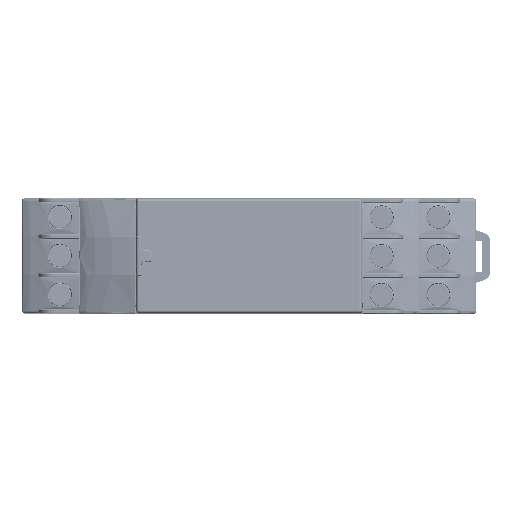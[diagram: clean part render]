
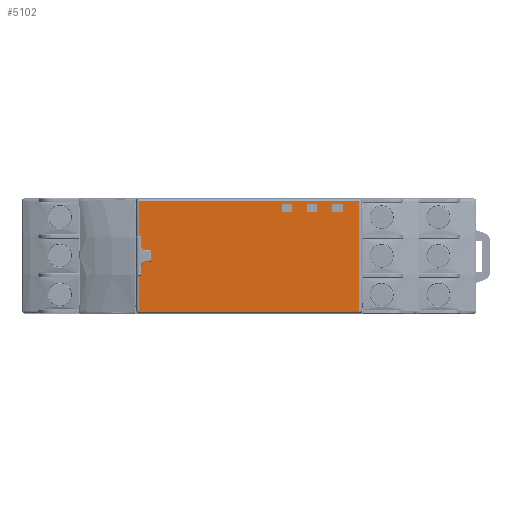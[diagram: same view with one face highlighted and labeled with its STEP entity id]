
A CAD part, left-side view. The second image highlights one B-rep face of the part: STEP entity #5102.
In plain terms, the highlighted planar face has unit normal (-1, 0, 0).
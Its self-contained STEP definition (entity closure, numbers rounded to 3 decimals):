
#5102=ADVANCED_FACE('',(#15140,#15141,#15142,#15143),#15144,.T.);
#15140=FACE_OUTER_BOUND('',#30414,.T.);
#15141=FACE_BOUND('',#30415,.T.);
#15142=FACE_BOUND('',#30416,.T.);
#15143=FACE_BOUND('',#30417,.T.);
#15144=PLANE('',#30418);
#30414=EDGE_LOOP('',(#71714,#71715,#71716,#71717,#71718,#71719,#71720,#71721,#71722,#71723,#71724,#71725,#71726,#71727,#71728,#71729,#71730,#71731));
#30415=EDGE_LOOP('',(#71732,#71733,#71734,#71735));
#30416=EDGE_LOOP('',(#71736,#71737,#71738,#71739));
#30417=EDGE_LOOP('',(#71740,#71741,#71742,#71743));
#30418=AXIS2_PLACEMENT_3D('',#71744,#71745,#71746);
#71714=ORIENTED_EDGE('',*,*,#117753,.T.);
#71715=ORIENTED_EDGE('',*,*,#117754,.F.);
#71716=ORIENTED_EDGE('',*,*,#117755,.T.);
#71717=ORIENTED_EDGE('',*,*,#117756,.F.);
#71718=ORIENTED_EDGE('',*,*,#117757,.T.);
#71719=ORIENTED_EDGE('',*,*,#117758,.T.);
#71720=ORIENTED_EDGE('',*,*,#117759,.T.);
#71721=ORIENTED_EDGE('',*,*,#117760,.T.);
#71722=ORIENTED_EDGE('',*,*,#117761,.T.);
#71723=ORIENTED_EDGE('',*,*,#117762,.T.);
#71724=ORIENTED_EDGE('',*,*,#117763,.T.);
#71725=ORIENTED_EDGE('',*,*,#117764,.F.);
#71726=ORIENTED_EDGE('',*,*,#117765,.T.);
#71727=ORIENTED_EDGE('',*,*,#117766,.T.);
#71728=ORIENTED_EDGE('',*,*,#117767,.T.);
#71729=ORIENTED_EDGE('',*,*,#117768,.F.);
#71730=ORIENTED_EDGE('',*,*,#117769,.T.);
#71731=ORIENTED_EDGE('',*,*,#117770,.F.);
#71732=ORIENTED_EDGE('',*,*,#117771,.F.);
#71733=ORIENTED_EDGE('',*,*,#117772,.F.);
#71734=ORIENTED_EDGE('',*,*,#117773,.F.);
#71735=ORIENTED_EDGE('',*,*,#117774,.F.);
#71736=ORIENTED_EDGE('',*,*,#117775,.F.);
#71737=ORIENTED_EDGE('',*,*,#117776,.F.);
#71738=ORIENTED_EDGE('',*,*,#117777,.F.);
#71739=ORIENTED_EDGE('',*,*,#117778,.F.);
#71740=ORIENTED_EDGE('',*,*,#117747,.F.);
#71741=ORIENTED_EDGE('',*,*,#117751,.F.);
#71742=ORIENTED_EDGE('',*,*,#117779,.F.);
#71743=ORIENTED_EDGE('',*,*,#117780,.F.);
#71744=CARTESIAN_POINT('',(-9.5,0.0,11.45));
#71745=DIRECTION('',(-1.0,0.0,0.0));
#71746=DIRECTION('',(0.0,0.0,1.0));
#117747=EDGE_CURVE('',#136480,#136482,#136483,.T.);
#117751=EDGE_CURVE('',#136486,#136480,#136488,.T.);
#117753=EDGE_CURVE('',#136490,#136491,#136492,.T.);
#117754=EDGE_CURVE('',#136493,#136491,#136494,.T.);
#117755=EDGE_CURVE('',#136493,#136495,#136496,.T.);
#117756=EDGE_CURVE('',#136497,#136495,#136498,.T.);
#117757=EDGE_CURVE('',#136497,#136499,#136500,.T.);
#117758=EDGE_CURVE('',#136499,#136501,#136502,.T.);
#117759=EDGE_CURVE('',#136501,#136503,#136504,.T.);
#117760=EDGE_CURVE('',#136503,#136505,#136506,.T.);
#117761=EDGE_CURVE('',#136505,#136507,#136508,.T.);
#117762=EDGE_CURVE('',#136507,#136509,#136510,.T.);
#117763=EDGE_CURVE('',#136509,#136511,#136512,.T.);
#117764=EDGE_CURVE('',#136513,#136511,#136514,.T.);
#117765=EDGE_CURVE('',#136513,#136515,#136516,.T.);
#117766=EDGE_CURVE('',#136515,#136517,#136518,.T.);
#117767=EDGE_CURVE('',#136517,#136519,#136520,.T.);
#117768=EDGE_CURVE('',#136521,#136519,#136522,.T.);
#117769=EDGE_CURVE('',#136521,#136523,#136524,.T.);
#117770=EDGE_CURVE('',#136490,#136523,#136525,.T.);
#117771=EDGE_CURVE('',#136526,#136527,#136528,.T.);
#117772=EDGE_CURVE('',#136529,#136526,#136530,.T.);
#117773=EDGE_CURVE('',#136531,#136529,#136532,.T.);
#117774=EDGE_CURVE('',#136527,#136531,#136533,.T.);
#117775=EDGE_CURVE('',#136534,#136535,#136536,.T.);
#117776=EDGE_CURVE('',#136537,#136534,#136538,.T.);
#117777=EDGE_CURVE('',#136539,#136537,#136540,.T.);
#117778=EDGE_CURVE('',#136535,#136539,#136541,.T.);
#117779=EDGE_CURVE('',#136542,#136486,#136543,.T.);
#117780=EDGE_CURVE('',#136482,#136542,#136544,.T.);
#136480=VERTEX_POINT('',#163978);
#136482=VERTEX_POINT('',#163981);
#136483=LINE('',#163982,#163983);
#136486=VERTEX_POINT('',#163987);
#136488=LINE('',#163990,#163991);
#136490=VERTEX_POINT('',#163993);
#136491=VERTEX_POINT('',#163994);
#136492=ELLIPSE('',#163995,0.756,0.75);
#136493=VERTEX_POINT('',#163996);
#136494=LINE('',#163997,#163998);
#136495=VERTEX_POINT('',#163999);
#136496=ELLIPSE('',#164000,0.403,0.4);
#136497=VERTEX_POINT('',#164001);
#136498=LINE('',#164002,#164003);
#136499=VERTEX_POINT('',#164004);
#136500=LINE('',#164005,#164006);
#136501=VERTEX_POINT('',#164007);
#136502=LINE('',#164008,#164009);
#136503=VERTEX_POINT('',#164010);
#136504=LINE('',#164011,#164012);
#136505=VERTEX_POINT('',#164013);
#136506=LINE('',#164014,#164015);
#136507=VERTEX_POINT('',#164016);
#136508=LINE('',#164017,#164018);
#136509=VERTEX_POINT('',#164019);
#136510=LINE('',#164020,#164021);
#136511=VERTEX_POINT('',#164022);
#136512=ELLIPSE('',#164023,0.403,0.4);
#136513=VERTEX_POINT('',#164024);
#136514=LINE('',#164025,#164026);
#136515=VERTEX_POINT('',#164027);
#136516=ELLIPSE('',#164028,0.756,0.75);
#136517=VERTEX_POINT('',#164029);
#136518=LINE('',#164030,#164031);
#136519=VERTEX_POINT('',#164032);
#136520=ELLIPSE('',#164033,0.403,0.4);
#136521=VERTEX_POINT('',#164034);
#136522=LINE('',#164035,#164036);
#136523=VERTEX_POINT('',#164037);
#136524=ELLIPSE('',#164038,0.403,0.4);
#136525=LINE('',#164039,#164040);
#136526=VERTEX_POINT('',#164041);
#136527=VERTEX_POINT('',#164042);
#136528=LINE('',#164043,#164044);
#136529=VERTEX_POINT('',#164045);
#136530=LINE('',#164046,#164047);
#136531=VERTEX_POINT('',#164048);
#136532=LINE('',#164049,#164050);
#136533=LINE('',#164051,#164052);
#136534=VERTEX_POINT('',#164053);
#136535=VERTEX_POINT('',#164054);
#136536=LINE('',#164055,#164056);
#136537=VERTEX_POINT('',#164057);
#136538=LINE('',#164058,#164059);
#136539=VERTEX_POINT('',#164060);
#136540=LINE('',#164061,#164062);
#136541=LINE('',#164063,#164064);
#136542=VERTEX_POINT('',#164065);
#136543=LINE('',#164066,#164067);
#136544=LINE('',#164068,#164069);
#163978=CARTESIAN_POINT('',(-9.5,-16.45,20.25));
#163981=CARTESIAN_POINT('',(-9.5,-18.55,20.25));
#163982=CARTESIAN_POINT('',(-9.5,-16.45,20.25));
#163983=VECTOR('',#303719,2.1);
#163987=CARTESIAN_POINT('',(-9.5,-16.45,21.75));
#163990=CARTESIAN_POINT('',(-9.5,-16.45,21.75));
#163991=VECTOR('',#303722,1.5);
#163993=CARTESIAN_POINT('',(-9.5,20.653,10.225));
#163994=CARTESIAN_POINT('',(-9.5,21.4,9.478));
#163995=AXIS2_PLACEMENT_3D('',#303723,#303724,#303725);
#163996=CARTESIAN_POINT('',(-9.5,21.4,7.873));
#163997=CARTESIAN_POINT('',(-9.5,21.4,7.873));
#163998=VECTOR('',#303726,1.604);
#163999=CARTESIAN_POINT('',(-9.5,21.798,7.475));
#164000=AXIS2_PLACEMENT_3D('',#303727,#303728,#303729);
#164001=CARTESIAN_POINT('',(-9.5,21.867,7.475));
#164002=CARTESIAN_POINT('',(-9.5,21.867,7.475));
#164003=VECTOR('',#303730,0.068);
#164004=CARTESIAN_POINT('',(-9.5,21.867,0.633));
#164005=CARTESIAN_POINT('',(-9.5,21.867,7.475));
#164006=VECTOR('',#303731,6.842);
#164007=CARTESIAN_POINT('',(-9.5,-21.867,0.633));
#164008=CARTESIAN_POINT('',(-9.5,21.867,0.633));
#164009=VECTOR('',#303732,43.734);
#164010=CARTESIAN_POINT('',(-9.5,-21.867,22.267));
#164011=CARTESIAN_POINT('',(-9.5,-21.867,0.633));
#164012=VECTOR('',#303733,21.634);
#164013=CARTESIAN_POINT('',(-9.5,21.867,22.267));
#164014=CARTESIAN_POINT('',(-9.5,-21.867,22.267));
#164015=VECTOR('',#303734,43.734);
#164016=CARTESIAN_POINT('',(-9.5,21.867,15.425));
#164017=CARTESIAN_POINT('',(-9.5,21.867,22.267));
#164018=VECTOR('',#303735,6.842);
#164019=CARTESIAN_POINT('',(-9.5,21.798,15.425));
#164020=CARTESIAN_POINT('',(-9.5,21.867,15.425));
#164021=VECTOR('',#303736,0.068);
#164022=CARTESIAN_POINT('',(-9.5,21.4,15.027));
#164023=AXIS2_PLACEMENT_3D('',#303737,#303738,#303739);
#164024=CARTESIAN_POINT('',(-9.5,21.4,13.422));
#164025=CARTESIAN_POINT('',(-9.5,21.4,13.422));
#164026=VECTOR('',#303740,1.604);
#164027=CARTESIAN_POINT('',(-9.5,20.653,12.675));
#164028=AXIS2_PLACEMENT_3D('',#303741,#303742,#303743);
#164029=CARTESIAN_POINT('',(-9.5,19.848,12.675));
#164030=CARTESIAN_POINT('',(-9.5,20.653,12.675));
#164031=VECTOR('',#303744,0.804);
#164032=CARTESIAN_POINT('',(-9.5,19.45,12.277));
#164033=AXIS2_PLACEMENT_3D('',#303745,#303746,#303747);
#164034=CARTESIAN_POINT('',(-9.5,19.45,10.623));
#164035=CARTESIAN_POINT('',(-9.5,19.45,10.623));
#164036=VECTOR('',#303748,1.653);
#164037=CARTESIAN_POINT('',(-9.5,19.848,10.225));
#164038=AXIS2_PLACEMENT_3D('',#303749,#303750,#303751);
#164039=CARTESIAN_POINT('',(-9.5,20.653,10.225));
#164040=VECTOR('',#303752,0.804);
#164041=CARTESIAN_POINT('',(-9.5,-11.45,20.25));
#164042=CARTESIAN_POINT('',(-9.5,-13.55,20.25));
#164043=CARTESIAN_POINT('',(-9.5,-11.45,20.25));
#164044=VECTOR('',#303753,2.1);
#164045=CARTESIAN_POINT('',(-9.5,-11.45,21.75));
#164046=CARTESIAN_POINT('',(-9.5,-11.45,21.75));
#164047=VECTOR('',#303754,1.5);
#164048=CARTESIAN_POINT('',(-9.5,-13.55,21.75));
#164049=CARTESIAN_POINT('',(-9.5,-13.55,21.75));
#164050=VECTOR('',#303755,2.1);
#164051=CARTESIAN_POINT('',(-9.5,-13.55,20.25));
#164052=VECTOR('',#303756,1.5);
#164053=CARTESIAN_POINT('',(-9.5,-6.45,20.25));
#164054=CARTESIAN_POINT('',(-9.5,-8.55,20.25));
#164055=CARTESIAN_POINT('',(-9.5,-6.45,20.25));
#164056=VECTOR('',#303757,2.1);
#164057=CARTESIAN_POINT('',(-9.5,-6.45,21.75));
#164058=CARTESIAN_POINT('',(-9.5,-6.45,21.75));
#164059=VECTOR('',#303758,1.5);
#164060=CARTESIAN_POINT('',(-9.5,-8.55,21.75));
#164061=CARTESIAN_POINT('',(-9.5,-8.55,21.75));
#164062=VECTOR('',#303759,2.1);
#164063=CARTESIAN_POINT('',(-9.5,-8.55,20.25));
#164064=VECTOR('',#303760,1.5);
#164065=CARTESIAN_POINT('',(-9.5,-18.55,21.75));
#164066=CARTESIAN_POINT('',(-9.5,-18.55,21.75));
#164067=VECTOR('',#303761,2.1);
#164068=CARTESIAN_POINT('',(-9.5,-18.55,20.25));
#164069=VECTOR('',#303762,1.5);
#303719=DIRECTION('',(0.0,-1.0,0.0));
#303722=DIRECTION('',(0.0,0.0,-1.0));
#303723=CARTESIAN_POINT('',(-9.5,20.647,9.472));
#303724=DIRECTION('',(-1.0,0.0,0.0));
#303725=DIRECTION('',(0.0,0.707,0.707));
#303726=DIRECTION('',(0.0,0.0,1.0));
#303727=CARTESIAN_POINT('',(-9.5,21.802,7.877));
#303728=DIRECTION('',(1.0,0.0,0.0));
#303729=DIRECTION('',(0.0,-0.707,-0.707));
#303730=DIRECTION('',(0.,-1.0,0.));
#303731=DIRECTION('',(0.0,0.0,-1.0));
#303732=DIRECTION('',(0.0,-1.0,0.0));
#303733=DIRECTION('',(0.0,0.0,1.0));
#303734=DIRECTION('',(0.0,1.0,0.0));
#303735=DIRECTION('',(0.0,0.0,-1.0));
#303736=DIRECTION('',(0.0,-1.0,0.0));
#303737=CARTESIAN_POINT('',(-9.5,21.802,15.023));
#303738=DIRECTION('',(1.0,0.0,0.0));
#303739=DIRECTION('',(0.0,-0.707,0.707));
#303740=DIRECTION('',(0.0,0.0,1.0));
#303741=CARTESIAN_POINT('',(-9.5,20.647,13.428));
#303742=DIRECTION('',(-1.0,0.0,0.0));
#303743=DIRECTION('',(0.0,0.707,-0.707));
#303744=DIRECTION('',(0.0,-1.0,0.0));
#303745=CARTESIAN_POINT('',(-9.5,19.852,12.273));
#303746=DIRECTION('',(1.0,0.0,0.0));
#303747=DIRECTION('',(0.0,-0.707,0.707));
#303748=DIRECTION('',(0.0,0.0,1.0));
#303749=CARTESIAN_POINT('',(-9.5,19.852,10.627));
#303750=DIRECTION('',(1.0,0.0,0.0));
#303751=DIRECTION('',(0.0,-0.707,-0.707));
#303752=DIRECTION('',(0.0,-1.0,0.0));
#303753=DIRECTION('',(0.0,-1.0,0.0));
#303754=DIRECTION('',(0.0,0.0,-1.0));
#303755=DIRECTION('',(0.0,1.0,0.0));
#303756=DIRECTION('',(0.0,0.0,1.0));
#303757=DIRECTION('',(0.0,-1.0,0.0));
#303758=DIRECTION('',(0.0,0.0,-1.0));
#303759=DIRECTION('',(0.0,1.0,0.0));
#303760=DIRECTION('',(0.0,0.0,1.0));
#303761=DIRECTION('',(0.0,1.0,0.0));
#303762=DIRECTION('',(0.0,0.0,1.0));
